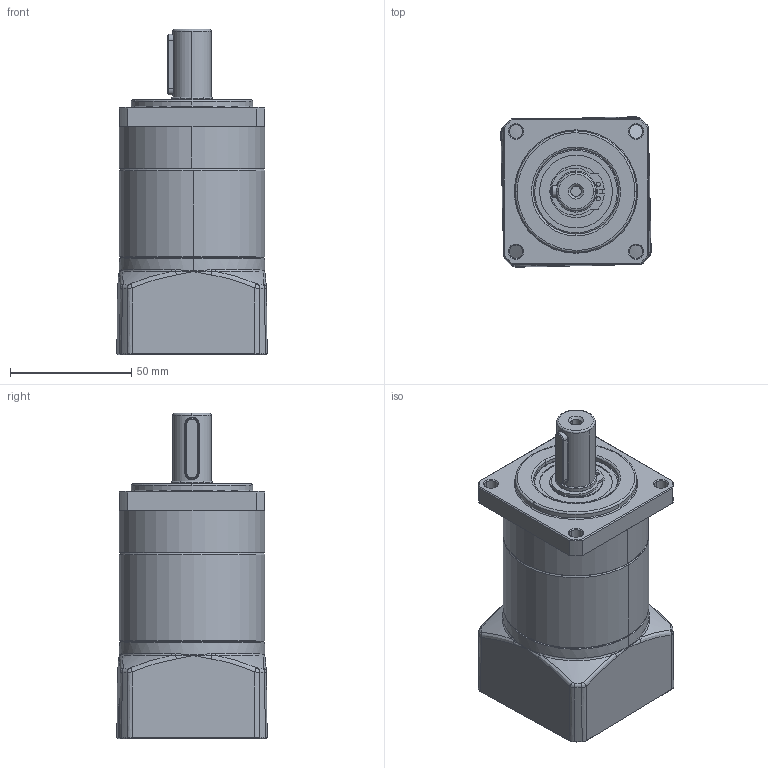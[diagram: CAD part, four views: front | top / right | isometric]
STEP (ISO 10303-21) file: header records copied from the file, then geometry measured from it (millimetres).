
FILE_DESCRIPTION (( 'STEP AP214' ), '1' );
FILE_NAME ('FB-060-L2-P2-¦µ14-¦µ50-¦µ70-M5-32-C16.STEP', '2024-01-04T12:37:34', ( '' ), ( '' ), 'SwSTEP 2.0', 'SolidWorks 2013', '' );
FILE_SCHEMA (( 'AUTOMOTIVE_DESIGN' ));
Length unit declared in the file: millimetre
Products named in the file (10): 单边锁输入轴FB060-14（带螺丝）; M4樓粟菜; 6003-2RZ粣創; A倰す瑩5X25; 怀堤粣縐銅17; FB-060-L2-P2-朴14-朴50-朴70-M5-32-C16; 怀堤傷褲极FB060; 怀堤俴陎殤FB060-16; 镂空输入法兰FB060-50X40XM5; 内齿圈FB060-S108
Assembly tree (14 placements, depth 2):
  FB-060-L2-P2-朴14-朴50-朴70-M5-32-C16
    怀堤粣縐銅17
    A倰す瑩5X25
    6003-2RZ粣創
    M4樓粟菜  x6
    单边锁输入轴FB060-14（带螺丝）
    内齿圈FB060-S108
    镂空输入法兰FB060-50X40XM5
    怀堤俴陎殤FB060-16
    怀堤傷褲极FB060
Bounding box: 61.93 x 61.93 x 134 mm (x, y, z)
Volume: 275668.8 mm3; surface area: 69822.9 mm2
Topology: 9 solids, 21 shells, 760 faces, 1870 edges, 1153 vertices
Faces by surface type: cylinder 234, plane 190, cone 156, bspline 141, torus 39
Entity records: 28196 total; most frequent: CARTESIAN_POINT 14271, ORIENTED_EDGE 2944, DIRECTION 2667, EDGE_CURVE 1475, AXIS2_PLACEMENT_3D 1116, VERTEX_POINT 918, EDGE_LOOP 688, CIRCLE 619
